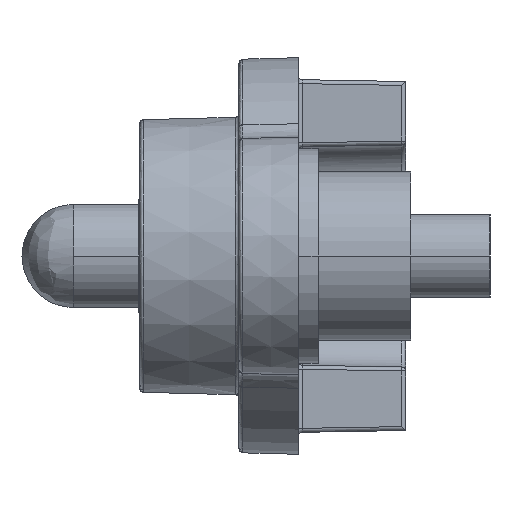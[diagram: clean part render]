
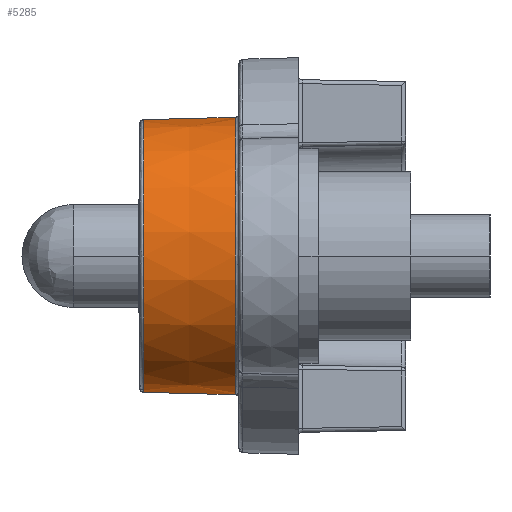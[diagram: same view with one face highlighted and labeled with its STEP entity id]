
A CAD part, left-side view. The second image highlights one B-rep face of the part: STEP entity #5285.
In plain terms, the highlighted conical face has half-angle 1.5 degrees and reference radius 3.497 mm.
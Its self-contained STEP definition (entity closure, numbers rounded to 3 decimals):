
#717 = AXIS2_PLACEMENT_3D ( 'NONE', #6386, #7227, #1841 ) ;
#894 = EDGE_CURVE ( 'NONE', #6802, #2607, #9522, .T. ) ;
#1150 = EDGE_CURVE ( 'NONE', #2323, #8042, #6937, .T. ) ;
#1341 = EDGE_CURVE ( 'NONE', #2323, #2607, #7875, .T. ) ;
#1366 = CARTESIAN_POINT ( 'NONE',  ( 0., 1.5, -3.5 ) ) ;
#1525 = CARTESIAN_POINT ( 'NONE',  ( 0., 1.597, -3.497 ) ) ;
#1535 = CARTESIAN_POINT ( 'NONE',  ( 0., 3.903, -3.437 ) ) ;
#1692 = DIRECTION ( 'NONE',  ( 0., -1., 0. ) ) ;
#1841 = DIRECTION ( 'NONE',  ( 0., 0., -1. ) ) ;
#2323 = VERTEX_POINT ( 'NONE', #1525 ) ;
#2339 = FACE_OUTER_BOUND ( 'NONE', #2938, .T. ) ;
#2607 = VERTEX_POINT ( 'NONE', #1535 ) ;
#2938 = EDGE_LOOP ( 'NONE', ( #6006, #4016, #8083, #8680 ) ) ;
#3099 = EDGE_CURVE ( 'NONE', #6802, #8042, #5500, .T. ) ;
#4016 = ORIENTED_EDGE ( 'NONE', *, *, #894, .T. ) ;
#4483 = CARTESIAN_POINT ( 'NONE',  ( 0., 1.597, 0. ) ) ;
#4513 = DIRECTION ( 'NONE',  ( 0., 0., -1. ) ) ;
#4783 = CARTESIAN_POINT ( 'NONE',  ( 0., 1.597, 3.497 ) ) ;
#5285 = ADVANCED_FACE ( 'NONE', ( #2339 ), #7152, .T. ) ;
#5478 = DIRECTION ( 'NONE',  ( 0., 0., -1. ) ) ;
#5500 = LINE ( 'NONE', #6014, #9019 ) ;
#6006 = ORIENTED_EDGE ( 'NONE', *, *, #3099, .F. ) ;
#6014 = CARTESIAN_POINT ( 'NONE',  ( 0., 1.5, 3.5 ) ) ;
#6386 = CARTESIAN_POINT ( 'NONE',  ( 0., 1.597, 0. ) ) ;
#6802 = VERTEX_POINT ( 'NONE', #7346 ) ;
#6937 = CIRCLE ( 'NONE', #717, 3.497 ) ;
#7152 = CONICAL_SURFACE ( 'NONE', #9493, 3.497, 0.026 ) ;
#7227 = DIRECTION ( 'NONE',  ( 0., 1., 0. ) ) ;
#7346 = CARTESIAN_POINT ( 'NONE',  ( 0., 3.903, 3.437 ) ) ;
#7762 = AXIS2_PLACEMENT_3D ( 'NONE', #9094, #1692, #5478 ) ;
#7875 = LINE ( 'NONE', #1366, #8233 ) ;
#8042 = VERTEX_POINT ( 'NONE', #4783 ) ;
#8083 = ORIENTED_EDGE ( 'NONE', *, *, #1341, .F. ) ;
#8233 = VECTOR ( 'NONE', #8783, 1000. ) ;
#8680 = ORIENTED_EDGE ( 'NONE', *, *, #1150, .T. ) ;
#8783 = DIRECTION ( 'NONE',  ( 0., 1., 0.026 ) ) ;
#9019 = VECTOR ( 'NONE', #9033, 1000. ) ;
#9033 = DIRECTION ( 'NONE',  ( 0., -1., 0.026 ) ) ;
#9094 = CARTESIAN_POINT ( 'NONE',  ( 0., 3.903, 0. ) ) ;
#9493 = AXIS2_PLACEMENT_3D ( 'NONE', #4483, #9720, #4513 ) ;
#9522 = CIRCLE ( 'NONE', #7762, 3.437 ) ;
#9720 = DIRECTION ( 'NONE',  ( 0., -1., 0. ) ) ;
